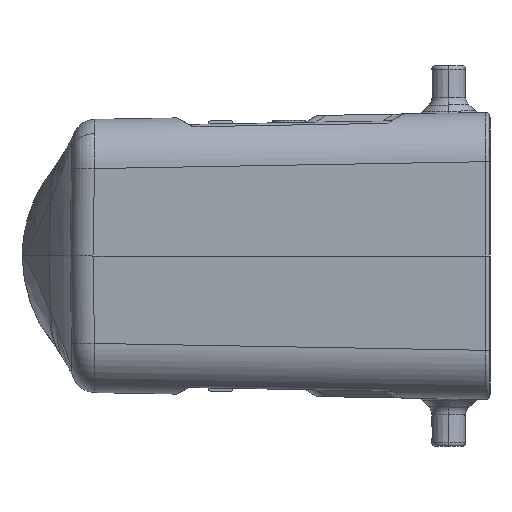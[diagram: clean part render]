
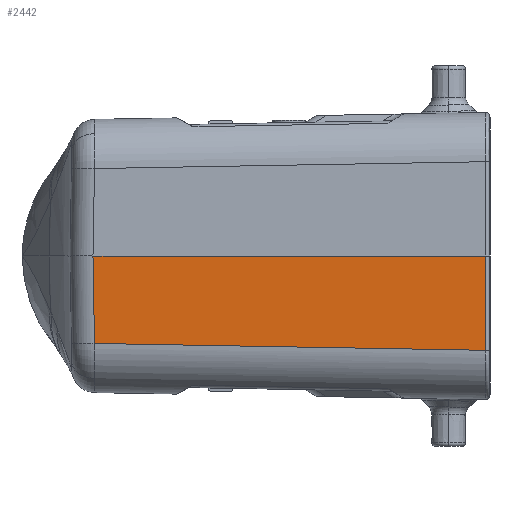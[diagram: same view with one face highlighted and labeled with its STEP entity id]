
A CAD part, left-side view. The second image highlights one B-rep face of the part: STEP entity #2442.
In plain terms, the highlighted planar face has unit normal (-1, 0.018, -0.017).
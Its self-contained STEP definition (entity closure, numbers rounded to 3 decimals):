
#886=LINE('',#13092,#1505);
#887=LINE('',#13095,#1506);
#888=LINE('',#13097,#1507);
#889=LINE('',#13099,#1508);
#1505=VECTOR('',#9621,1.);
#1506=VECTOR('',#9622,1.);
#1507=VECTOR('',#9623,1.);
#1508=VECTOR('',#9624,1.);
#2442=ADVANCED_FACE('',(#3106),#2817,.T.);
#2817=PLANE('',#8363);
#3106=FACE_OUTER_BOUND('',#3560,.T.);
#3560=EDGE_LOOP('',(#4792,#4793,#4794,#4795));
#4792=ORIENTED_EDGE('',*,*,#7354,.T.);
#4793=ORIENTED_EDGE('',*,*,#7355,.T.);
#4794=ORIENTED_EDGE('',*,*,#7356,.T.);
#4795=ORIENTED_EDGE('',*,*,#7357,.T.);
#6479=VERTEX_POINT('',#13093);
#6480=VERTEX_POINT('',#13094);
#6481=VERTEX_POINT('',#13096);
#6482=VERTEX_POINT('',#13098);
#7354=EDGE_CURVE('',#6479,#6480,#886,.T.);
#7355=EDGE_CURVE('',#6480,#6481,#887,.T.);
#7356=EDGE_CURVE('',#6481,#6482,#888,.T.);
#7357=EDGE_CURVE('',#6482,#6479,#889,.T.);
#8363=AXIS2_PLACEMENT_3D('',#13100,#9625,#9626);
#9621=DIRECTION('',(0.017,1.,0.));
#9622=DIRECTION('',(0.017,-0.017,-1.));
#9623=DIRECTION('',(-0.017,-1.,-0.017));
#9624=DIRECTION('',(-0.017,0.,1.));
#9625=DIRECTION('',(-1.,0.017,-0.017));
#9626=DIRECTION('',(0.017,0.,-1.));
#13092=CARTESIAN_POINT('',(-46.739,70.609,0.));
#13093=CARTESIAN_POINT('',(-46.739,70.609,0.));
#13094=CARTESIAN_POINT('',(-45.712,129.462,0.));
#13095=CARTESIAN_POINT('',(-45.712,129.462,0.));
#13096=CARTESIAN_POINT('',(-45.487,129.233,-13.098));
#13097=CARTESIAN_POINT('',(-45.487,129.233,-13.098));
#13098=CARTESIAN_POINT('',(-46.493,70.609,-14.121));
#13099=CARTESIAN_POINT('',(-46.493,70.609,-14.121));
#13100=CARTESIAN_POINT('',(-46.792,70.,2.412));
